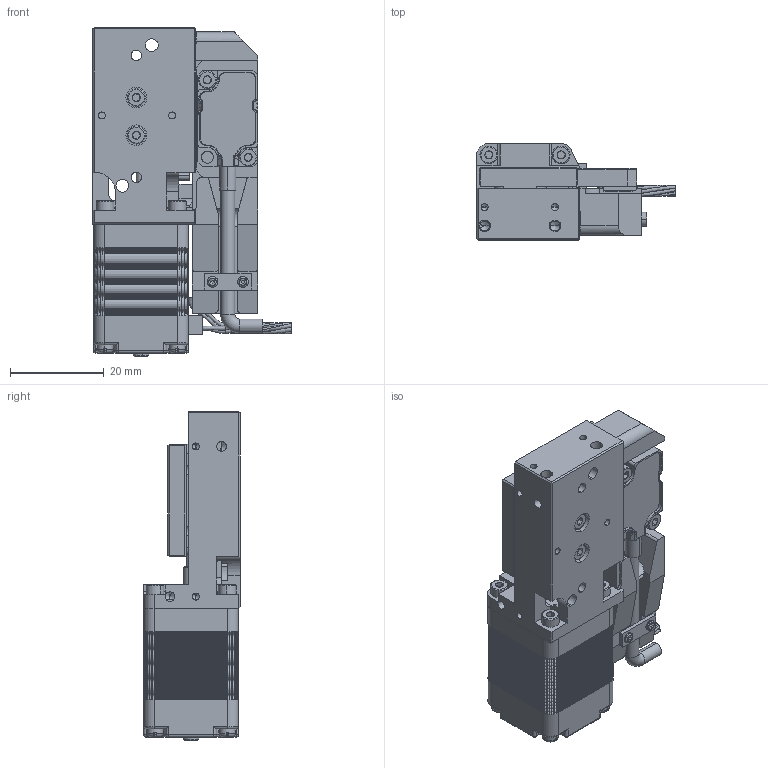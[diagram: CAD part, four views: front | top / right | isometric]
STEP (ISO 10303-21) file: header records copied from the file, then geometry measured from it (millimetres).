
FILE_DESCRIPTION (( 'STEP AP214' ), '1' );
FILE_NAME ('VT-21S-11X1X.STEP', '2023-03-01T20:54:03', ( '' ), ( '' ), 'SwSTEP 2.0', 'SolidWorks 2020', '' );
FILE_SCHEMA (( 'AUTOMOTIVE_DESIGN' ));
Length unit declared in the file: millimetre
Products named in the file (24): VT-21S-11X1X; Dowel Pin, M-DIN_M01 x 006; SCREW, MS-SCH, M-DIN_M2 x 0.4 x 04mm; 431401 VT-50L, Piezo, Cable Clamp, Motor Cover; Set Screw, Cup-H, M-DIN_M2.0 x 0.4 x 03mm; SCREW, MS-PPH, M-JCIS_M1.6 x 0.35 x 4mm; VT-21 Cable; ENC cable extention; SCREW, SHCS-S, M-DIN_M2 x 0.4 x 14mm; SCREW, SHCS-S, M-DIN_M2 x 0.4 x 05mm; Dowel Pin, E-NR_E1''16 x 3''16in; 130005 Motor S8-NC; 130009 Leadscrew S8, Male_37.2; 431324 VT-21 10mm, Enc Bracket, Renishaw Atom, RKLF; SCREW, SHCS-S, M-DIN_M2 x 0.4 x 06mm; Dowel Pin, M-DIN_M01.5 x 005; SCREW, MS-PFH, M-DIN_M2 x 0.4 x 04mm; 110324 Scale, Renishaw, RKLF20-S, With Adhesive_20mm ; 430057-I Base N; SCREW, SHCS-S, M-DIN_M2 x 0.4 x 04mm; 430058-E Carriage N; 110212 Encoder Head, Renishaw Atom, Atmospheric_Demo; SCREW, SHCS-S, M-DIN_M2 x 0.4 x 03mm; 431325 VT-21 10mm, Scale Bracket, Renishaw Atom, RKLF
Assembly tree (39 placements, depth 2):
  VT-21S-11X1X
    Dowel Pin, M-DIN_M01 x 006
    SCREW, SHCS-S, M-DIN_M2 x 0.4 x 04mm  x4
    Dowel Pin, E-NR_E1''16 x 3''16in  x4
    Set Screw, Cup-H, M-DIN_M2.0 x 0.4 x 03mm
    VT-21 Cable
    130005 Motor S8-NC
    130009 Leadscrew S8, Male_37.2
    SCREW, MS-SCH, M-DIN_M2 x 0.4 x 04mm  x2
    SCREW, SHCS-S, M-DIN_M2 x 0.4 x 05mm
    Dowel Pin, M-DIN_M01.5 x 005  x2
    SCREW, SHCS-S, M-DIN_M2 x 0.4 x 06mm  x2
    SCREW, SHCS-S, M-DIN_M2 x 0.4 x 14mm  x2
    SCREW, MS-PFH, M-DIN_M2 x 0.4 x 04mm  x5
    SCREW, SHCS-S, M-DIN_M2 x 0.4 x 03mm  x2
    430057-I Base N
    430058-E Carriage N
    110212 Encoder Head, Renishaw Atom, Atmospheric_Demo
    110324 Scale, Renishaw, RKLF20-S, With Adhesive_20mm 
    431401 VT-50L, Piezo, Cable Clamp, Motor Cover
    SCREW, MS-PPH, M-JCIS_M1.6 x 0.35 x 4mm  x2
    431324 VT-21 10mm, Enc Bracket, Renishaw Atom, RKLF
    431325 VT-21 10mm, Scale Bracket, Renishaw Atom, RKLF
    ENC cable extention
Bounding box: 42.35 x 20.6 x 70.24 mm (x, y, z)
Volume: 26859.1 mm3; surface area: 20473.1 mm2
Topology: 41 solids, 41 shells, 2260 faces, 5340 edges, 3171 vertices
Faces by surface type: cylinder 776, plane 721, torus 422, cone 259, bspline 66, sphere 16
Entity records: 66021 total; most frequent: CARTESIAN_POINT 16350, DIRECTION 9667, ORIENTED_EDGE 8962, EDGE_CURVE 4481, AXIS2_PLACEMENT_3D 3757, VERTEX_POINT 2681, VECTOR 2153, LINE 2153
